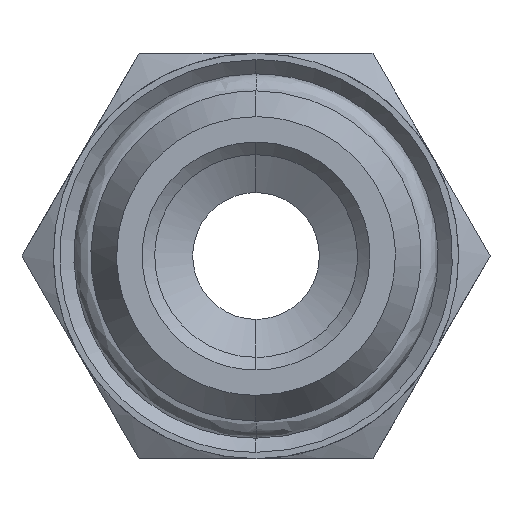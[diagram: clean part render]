
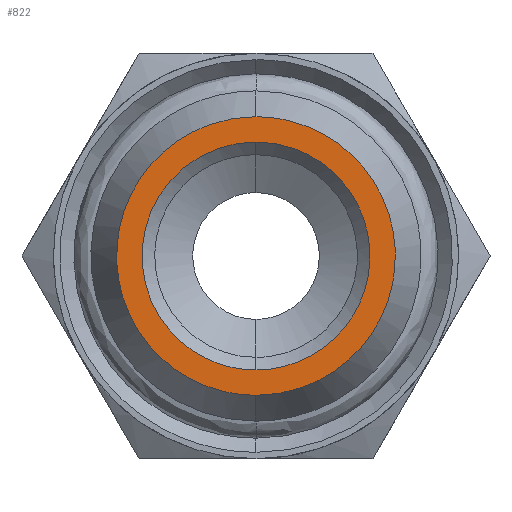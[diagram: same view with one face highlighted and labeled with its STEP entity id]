
A CAD part, front view. The second image highlights one B-rep face of the part: STEP entity #822.
In plain terms, the highlighted free-form (B-spline) face has degree [1, 1] with [2, 2] control points.
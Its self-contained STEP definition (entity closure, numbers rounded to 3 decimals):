
#1 = CARTESIAN_POINT ( 'NONE',  ( 5.358, 0., 1.437 ) ) ;
#15 = CARTESIAN_POINT ( 'NONE',  ( 0.591, 0., 4.5 ) ) ;
#21 = CARTESIAN_POINT ( 'NONE',  ( 4.5, 0., -0.591 ) ) ;
#26 = CARTESIAN_POINT ( 'NONE',  ( 0., 0., 5.5 ) ) ;
#99 = FACE_OUTER_BOUND ( 'NONE', #1832, .T. ) ;
#166 = EDGE_CURVE ( 'NONE', #1897, #1457, #2497, .T. ) ;
#191 = CARTESIAN_POINT ( 'NONE',  ( 0., 0., 5.5 ) ) ;
#224 = CARTESIAN_POINT ( 'NONE',  ( -2.772, 0., 4.805 ) ) ;
#235 = CARTESIAN_POINT ( 'NONE',  ( -4.805, 0., -2.772 ) ) ;
#243 = CARTESIAN_POINT ( 'NONE',  ( -4.4, 0., -3.378 ) ) ;
#285 = CARTESIAN_POINT ( 'NONE',  ( 5.566, 0., 5.566 ) ) ;
#396 = CARTESIAN_POINT ( 'NONE',  ( 4.4, 0., -3.378 ) ) ;
#414 = CARTESIAN_POINT ( 'NONE',  ( 0., 0., -4.5 ) ) ;
#438 = CARTESIAN_POINT ( 'NONE',  ( -4.805, 0., 2.772 ) ) ;
#465 = CARTESIAN_POINT ( 'NONE',  ( 0., 0., 4.5 ) ) ;
#481 = CARTESIAN_POINT ( 'NONE',  ( 2.268, 0., -3.931 ) ) ;
#526 = CARTESIAN_POINT ( 'NONE',  ( -5.566, 0., -5.566 ) ) ;
#581 = ORIENTED_EDGE ( 'NONE', *, *, #166, .T. ) ;
#585 =( BOUNDED_CURVE ( )  B_SPLINE_CURVE ( 3, ( #2059, #1889, #1699, #414 ),
 .UNSPECIFIED., .F., .F. ) 
 B_SPLINE_CURVE_WITH_KNOTS ( ( 4, 4 ),
 ( -3.142, 0. ),
 .UNSPECIFIED. ) 
 CURVE ( )  GEOMETRIC_REPRESENTATION_ITEM ( )  RATIONAL_B_SPLINE_CURVE ( ( 1., 0.333, 0.333, 1. ) ) 
 REPRESENTATION_ITEM ( '' )  );
#649 = CARTESIAN_POINT ( 'NONE',  ( -5.5, 0., 0.722 ) ) ;
#663 = CARTESIAN_POINT ( 'NONE',  ( 0., 0., -4.5 ) ) ;
#700 = CARTESIAN_POINT ( 'NONE',  ( 0., 0., 5.5 ) ) ;
#787 = CARTESIAN_POINT ( 'NONE',  ( 0., 0., -5.5 ) ) ;
#816 = CARTESIAN_POINT ( 'NONE',  ( 0.722, 0., 5.5 ) ) ;
#822 = ADVANCED_FACE ( 'NONE', ( #2339, #99 ), #1121, .T. ) ;
#866 = CARTESIAN_POINT ( 'NONE',  ( 2.764, 0., 3.6 ) ) ;
#879 = CARTESIAN_POINT ( 'NONE',  ( 0., 0., -4.5 ) ) ;
#1020 = CARTESIAN_POINT ( 'NONE',  ( 3.378, 0., 4.4 ) ) ;
#1058 = CARTESIAN_POINT ( 'NONE',  ( 1.176, 0., 4.384 ) ) ;
#1077 = CARTESIAN_POINT ( 'NONE',  ( -4.4, 0., 3.378 ) ) ;
#1094 = CARTESIAN_POINT ( 'NONE',  ( -5.566, 0., 5.566 ) ) ;
#1121 = B_SPLINE_SURFACE_WITH_KNOTS ( 'NONE', 1, 1, ( 
 ( #1094, #285 ),
 ( #526, #1151 ) ),
 .UNSPECIFIED., .F., .F., .F.,
 ( 2, 2 ),
 ( 2, 2 ),
 ( 0., 1. ),
 ( 0., 1. ),
 .UNSPECIFIED. ) ;
#1151 = CARTESIAN_POINT ( 'NONE',  ( 5.566, 0., -5.566 ) ) ;
#1153 = CARTESIAN_POINT ( 'NONE',  ( -1.437, 0., -5.358 ) ) ;
#1289 = CARTESIAN_POINT ( 'NONE',  ( 0., 0., 4.5 ) ) ;
#1293 = CARTESIAN_POINT ( 'NONE',  ( -5.358, 0., -1.437 ) ) ;
#1297 = CARTESIAN_POINT ( 'NONE',  ( 4.5, 0., 0.591 ) ) ;
#1307 = CARTESIAN_POINT ( 'NONE',  ( 1.176, 0., -4.384 ) ) ;
#1322 = ORIENTED_EDGE ( 'NONE', *, *, #1472, .T. ) ;
#1364 = CARTESIAN_POINT ( 'NONE',  ( -0.722, 0., -5.5 ) ) ;
#1449 = CARTESIAN_POINT ( 'NONE',  ( 5.5, 0., -0.722 ) ) ;
#1457 = VERTEX_POINT ( 'NONE', #879 ) ;
#1462 = ORIENTED_EDGE ( 'NONE', *, *, #2089, .T. ) ;
#1469 = CARTESIAN_POINT ( 'NONE',  ( 4.805, 0., 2.772 ) ) ;
#1472 = EDGE_CURVE ( 'NONE', #2751, #2613, #2578, .T. ) ;
#1499 = CARTESIAN_POINT ( 'NONE',  ( 4.384, 0., -1.176 ) ) ;
#1504 = CARTESIAN_POINT ( 'NONE',  ( -5.358, 0., 1.437 ) ) ;
#1543 = CARTESIAN_POINT ( 'NONE',  ( 2.764, 0., -3.6 ) ) ;
#1659 = CARTESIAN_POINT ( 'NONE',  ( 1.437, 0., 5.358 ) ) ;
#1699 = CARTESIAN_POINT ( 'NONE',  ( -9., 0., -4.5 ) ) ;
#1710 = CARTESIAN_POINT ( 'NONE',  ( -3.378, 0., 4.4 ) ) ;
#1729 = CARTESIAN_POINT ( 'NONE',  ( -3.378, 0., -4.4 ) ) ;
#1832 = EDGE_LOOP ( 'NONE', ( #1322, #1462 ) ) ;
#1889 = CARTESIAN_POINT ( 'NONE',  ( -9., 0., 4.5 ) ) ;
#1894 = CARTESIAN_POINT ( 'NONE',  ( 4.805, 0., -2.772 ) ) ;
#1897 = VERTEX_POINT ( 'NONE', #465 ) ;
#1904 = CARTESIAN_POINT ( 'NONE',  ( 3.6, 0., 2.764 ) ) ;
#1921 = ORIENTED_EDGE ( 'NONE', *, *, #2435, .F. ) ;
#1934 = CARTESIAN_POINT ( 'NONE',  ( -2.772, 0., -4.805 ) ) ;
#1949 = CARTESIAN_POINT ( 'NONE',  ( 0.591, 0., -4.5 ) ) ;
#1963 = CARTESIAN_POINT ( 'NONE',  ( 3.931, 0., -2.268 ) ) ;
#2059 = CARTESIAN_POINT ( 'NONE',  ( 0., 0., 4.5 ) ) ;
#2089 = EDGE_CURVE ( 'NONE', #2613, #2751, #2140, .T. ) ;
#2095 = CARTESIAN_POINT ( 'NONE',  ( 1.437, 0., -5.358 ) ) ;
#2104 = CARTESIAN_POINT ( 'NONE',  ( 3.378, 0., -4.4 ) ) ;
#2112 = CARTESIAN_POINT ( 'NONE',  ( 4.384, 0., 1.176 ) ) ;
#2114 = CARTESIAN_POINT ( 'NONE',  ( 2.772, 0., -4.805 ) ) ;
#2140 = B_SPLINE_CURVE_WITH_KNOTS ( 'NONE', 3,
 ( #787, #2758, #2095, #2114, #2104, #396, #1894, #2557, #1449, #2357, #1, #1469, #2747, #1020, #2319, #1659, #816, #191 ),
 .UNSPECIFIED., .F., .F.,
 ( 4, 2, 2, 2, 2, 2, 2, 2, 4 ),
 ( 0., 0.393, 0.785, 1.178, 1.571, 1.963, 2.356, 2.749, 3.142 ),
 .UNSPECIFIED. ) ;
#2157 = CARTESIAN_POINT ( 'NONE',  ( 2.268, 0., 3.931 ) ) ;
#2163 = CARTESIAN_POINT ( 'NONE',  ( 3.6, 0., -2.764 ) ) ;
#2246 = CARTESIAN_POINT ( 'NONE',  ( 0., 0., -5.5 ) ) ;
#2319 = CARTESIAN_POINT ( 'NONE',  ( 2.772, 0., 4.805 ) ) ;
#2339 = FACE_BOUND ( 'NONE', #2679, .T. ) ;
#2357 = CARTESIAN_POINT ( 'NONE',  ( 5.5, 0., 0.722 ) ) ;
#2373 = CARTESIAN_POINT ( 'NONE',  ( -1.437, 0., 5.358 ) ) ;
#2379 = CARTESIAN_POINT ( 'NONE',  ( 3.931, 0., 2.268 ) ) ;
#2414 = CARTESIAN_POINT ( 'NONE',  ( -0.722, 0., 5.5 ) ) ;
#2435 = EDGE_CURVE ( 'NONE', #1897, #1457, #585, .T. ) ;
#2497 = B_SPLINE_CURVE_WITH_KNOTS ( 'NONE', 3,
 ( #1289, #15, #1058, #2157, #866, #1904, #2379, #2112, #1297, #21, #1499, #1963, #2163, #1543, #481, #1307, #1949, #663 ),
 .UNSPECIFIED., .F., .F.,
 ( 4, 2, 2, 2, 2, 2, 2, 2, 4 ),
 ( 0., 0.393, 0.785, 1.178, 1.571, 1.963, 2.356, 2.749, 3.142 ),
 .UNSPECIFIED. ) ;
#2557 = CARTESIAN_POINT ( 'NONE',  ( 5.358, 0., -1.437 ) ) ;
#2578 = B_SPLINE_CURVE_WITH_KNOTS ( 'NONE', 3,
 ( #26, #2414, #2373, #224, #1710, #1077, #438, #1504, #649, #2590, #1293, #235, #243, #1729, #1934, #1153, #1364, #2654 ),
 .UNSPECIFIED., .F., .F.,
 ( 4, 2, 2, 2, 2, 2, 2, 2, 4 ),
 ( 0., 0.393, 0.785, 1.178, 1.571, 1.963, 2.356, 2.749, 3.142 ),
 .UNSPECIFIED. ) ;
#2590 = CARTESIAN_POINT ( 'NONE',  ( -5.5, 0., -0.722 ) ) ;
#2613 = VERTEX_POINT ( 'NONE', #2246 ) ;
#2654 = CARTESIAN_POINT ( 'NONE',  ( 0., 0., -5.5 ) ) ;
#2679 = EDGE_LOOP ( 'NONE', ( #1921, #581 ) ) ;
#2747 = CARTESIAN_POINT ( 'NONE',  ( 4.4, 0., 3.378 ) ) ;
#2751 = VERTEX_POINT ( 'NONE', #700 ) ;
#2758 = CARTESIAN_POINT ( 'NONE',  ( 0.722, 0., -5.5 ) ) ;
